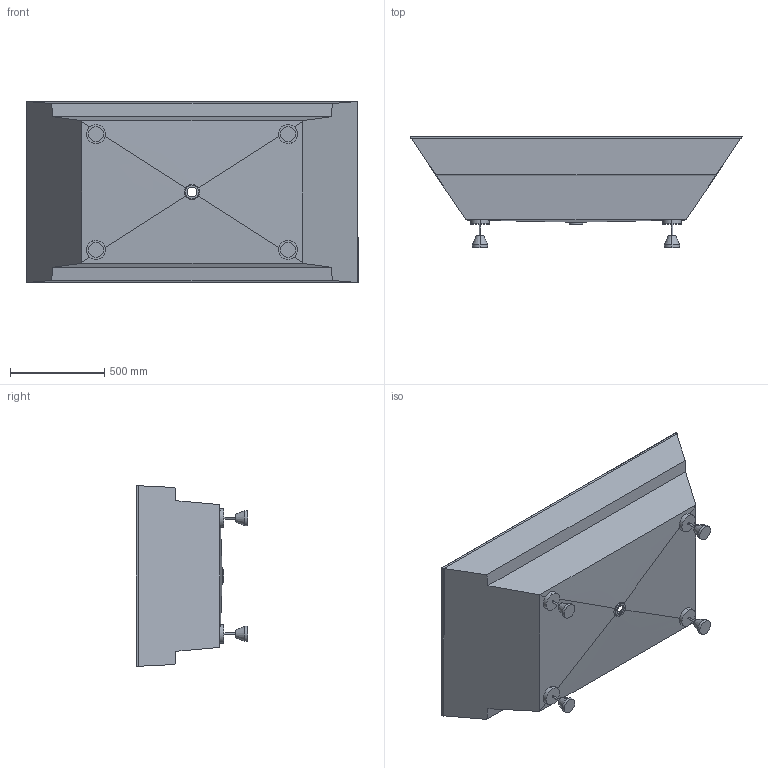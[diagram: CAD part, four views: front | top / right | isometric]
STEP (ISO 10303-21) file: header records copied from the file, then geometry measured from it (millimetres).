
FILE_DESCRIPTION (( 'STEP AP214' ), '1' );
FILE_NAME ('ER-3.STEP', '2018-04-13T11:53:38', ( 'Admin' ), ( '' ), 'SwSTEP 2.0', 'SolidWorks 2017', '' );
FILE_SCHEMA (( 'AUTOMOTIVE_DESIGN' ));
Length unit declared in the file: millimetre
Products named in the file (1): ER-3
Bounding box: 1764.07 x 590 x 960.02 mm (x, y, z)
Volume: 34515431.6 mm3; surface area: 6873758.5 mm2
Topology: 2 solids, 2 shells, 92 faces, 224 edges, 140 vertices
Faces by surface type: plane 40, cylinder 28, bspline 16, cone 8
Entity records: 9029 total; most frequent: CARTESIAN_POINT 6971, ORIENTED_EDGE 440, DIRECTION 362, EDGE_CURVE 220, VERTEX_POINT 140, AXIS2_PLACEMENT_3D 129, LINE 104, VECTOR 104
